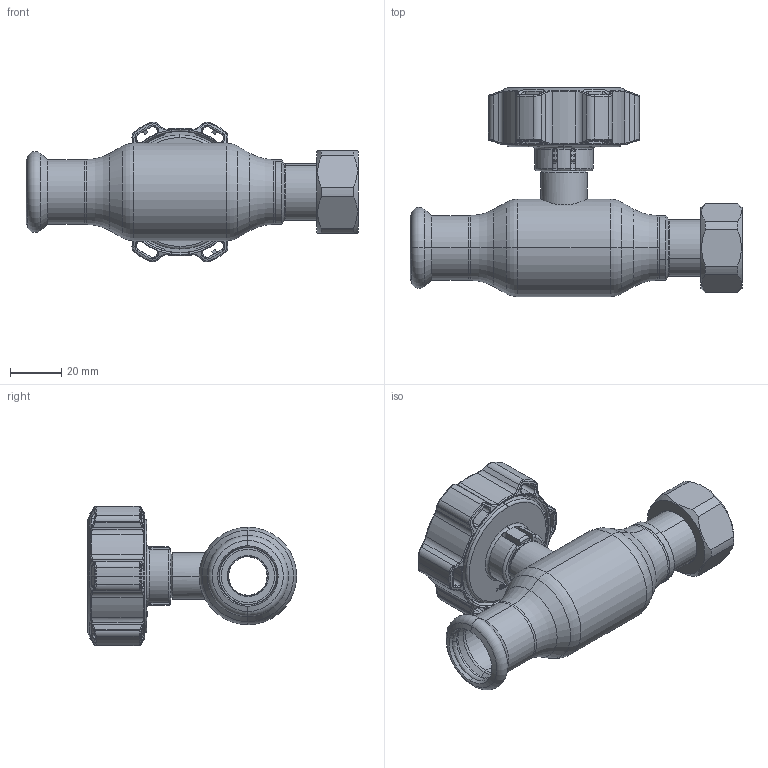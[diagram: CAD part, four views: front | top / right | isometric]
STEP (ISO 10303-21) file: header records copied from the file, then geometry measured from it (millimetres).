
FILE_DESCRIPTION (( 'STEP AP214' ), '1' );
FILE_NAME ('1020001410-1200.step', '2024-01-15T11:22:09', ( '' ), ( '' ), 'SwSTEP 2.0', 'SolidWorks 2021', '' );
FILE_SCHEMA (( 'AUTOMOTIVE_DESIGN' ));
Length unit declared in the file: millimetre
Products named in the file (1): 1020001410-1200
Bounding box: 129.5 x 81.6 x 54.57 mm (x, y, z)
Surface area: 34499.1 mm2 (no closed solid volume)
Topology: 0 solids, 12 shells, 577 faces, 1669 edges, 1074 vertices
Faces by surface type: bspline 181, cylinder 144, plane 103, torus 87, cone 62
Entity records: 35138 total; most frequent: CARTESIAN_POINT 15303, ORIENTED_EDGE 2976, DIRECTION 2404, EDGE_CURVE 1665, VERTEX_POINT 1074, AXIS2_PLACEMENT_3D 968, EDGE_LOOP 613, B_SPLINE_CURVE_WITH_KNOTS 596
